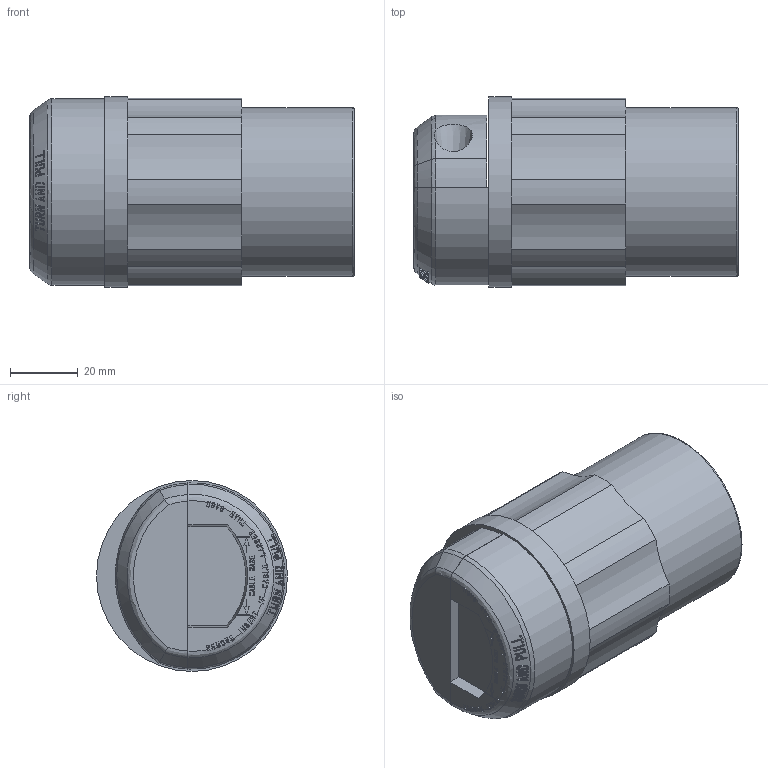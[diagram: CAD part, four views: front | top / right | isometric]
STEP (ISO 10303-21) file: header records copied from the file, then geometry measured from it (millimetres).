
FILE_DESCRIPTION (( 'STEP AP214' ), '1' );
FILE_NAME ('CATSTD-02743-000-M01.STEP', '2019-12-06T15:40:25', ( '' ), ( '' ), 'SwSTEP 2.0', 'SolidWorks 2017', '' );
FILE_SCHEMA (( 'AUTOMOTIVE_DESIGN' ));
Length unit declared in the file: inch
Products named in the file (2): CATSTD-02743-000-M01
Bounding box: 96.06 x 56.52 x 56.52 mm (x, y, z)
Volume: 197575.2 mm3; surface area: 27329 mm2
Topology: 1 solids, 1 shells, 922 faces, 2547 edges, 1701 vertices
Faces by surface type: plane 752, cylinder 124, cone 30, bspline 16
Full cylindrical faces by diameter (mm): 5.74 x1, 5.791 x1, 6.604 x2, 49.987 x1, 56.515 x1
Entity records: 35594 total; most frequent: CARTESIAN_POINT 8130, ORIENTED_EDGE 5066, DIRECTION 4175, EDGE_CURVE 2533, LINE 1779, VECTOR 1779, VERTEX_POINT 1698, AXIS2_PLACEMENT_3D 1198
